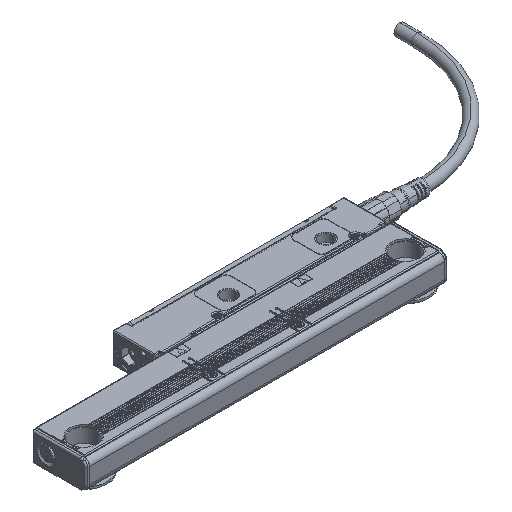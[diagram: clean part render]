
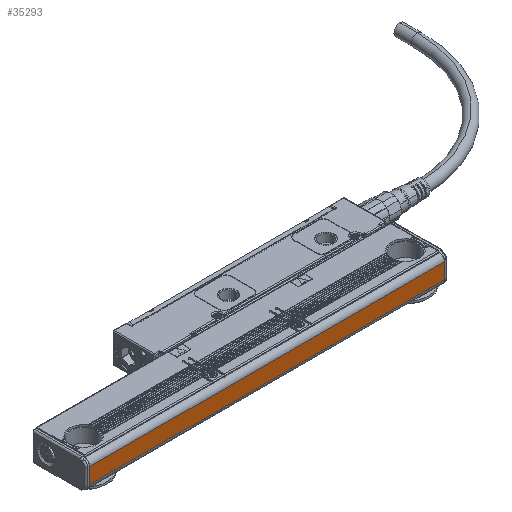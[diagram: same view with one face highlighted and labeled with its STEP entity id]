
A CAD part, isometric view. The second image highlights one B-rep face of the part: STEP entity #35293.
In plain terms, the highlighted planar face has unit normal (0, -1, 0).
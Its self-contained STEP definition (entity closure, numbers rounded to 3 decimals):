
#35273=AXIS2_PLACEMENT_3D('Plane Axis2P3D',#35270,#35271,#35272) ;
#34899=CARTESIAN_POINT('Vertex',(0.,0.,12.)) ;
#34902=CARTESIAN_POINT('Line Origine',(0.,0.,7.5)) ;
#34906=CARTESIAN_POINT('Vertex',(0.,0.,3.)) ;
#35248=CARTESIAN_POINT('Vertex',(-204.,0.,12.)) ;
#35251=CARTESIAN_POINT('Line Origine',(-102.,0.,12.)) ;
#35270=CARTESIAN_POINT('Axis2P3D Location',(0.,0.,15.)) ;
#35275=CARTESIAN_POINT('Line Origine',(-102.,0.,3.)) ;
#35279=CARTESIAN_POINT('Vertex',(-204.,0.,3.)) ;
#35282=CARTESIAN_POINT('Line Origine',(-204.,0.,7.5)) ;
#34903=DIRECTION('Vector Direction',(0.,0.,-1.)) ;
#35252=DIRECTION('Vector Direction',(-1.,0.,0.)) ;
#35271=DIRECTION('Axis2P3D Direction',(0.,1.,0.)) ;
#35272=DIRECTION('Axis2P3D XDirection',(0.,0.,-1.)) ;
#35276=DIRECTION('Vector Direction',(-1.,0.,0.)) ;
#35283=DIRECTION('Vector Direction',(0.,0.,-1.)) ;
#34904=VECTOR('Line Direction',#34903,1.) ;
#35253=VECTOR('Line Direction',#35252,1.) ;
#35277=VECTOR('Line Direction',#35276,1.) ;
#35284=VECTOR('Line Direction',#35283,1.) ;
#35288=ORIENTED_EDGE('',*,*,#35281,.F.) ;
#35289=ORIENTED_EDGE('',*,*,#34908,.F.) ;
#35290=ORIENTED_EDGE('',*,*,#35255,.T.) ;
#35291=ORIENTED_EDGE('',*,*,#35286,.T.) ;
#35293=ADVANCED_FACE('\X2\FF8AFF9FFF70FF82\X0\ \X2\FF8EFF9EFF83FF9EFF68FF70\X0\',(#35292),#35274,.F.) ;
#34908=EDGE_CURVE('',#34900,#34907,#34905,.T.) ;
#35255=EDGE_CURVE('',#34900,#35249,#35254,.T.) ;
#35281=EDGE_CURVE('',#34907,#35280,#35278,.T.) ;
#35286=EDGE_CURVE('',#35249,#35280,#35285,.T.) ;
#35287=EDGE_LOOP('',(#35288,#35289,#35290,#35291)) ;
#35292=FACE_OUTER_BOUND('',#35287,.T.) ;
#34905=LINE('Line',#34902,#34904) ;
#35254=LINE('Line',#35251,#35253) ;
#35278=LINE('Line',#35275,#35277) ;
#35285=LINE('Line',#35282,#35284) ;
#35274=PLANE('Plane',#35273) ;
#34900=VERTEX_POINT('',#34899) ;
#34907=VERTEX_POINT('',#34906) ;
#35249=VERTEX_POINT('',#35248) ;
#35280=VERTEX_POINT('',#35279) ;
